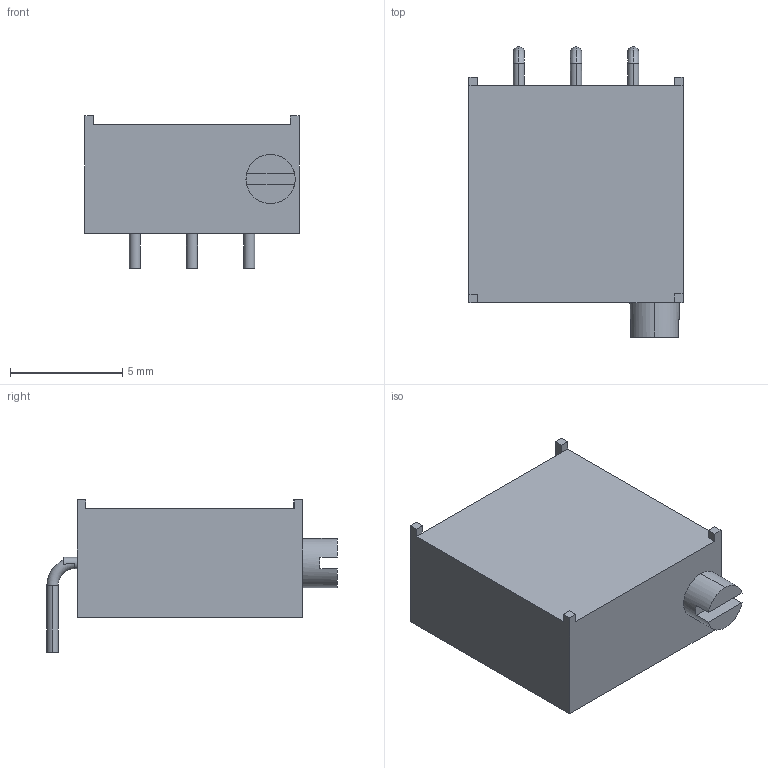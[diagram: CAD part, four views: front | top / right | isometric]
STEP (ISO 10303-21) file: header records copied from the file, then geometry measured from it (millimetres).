
FILE_DESCRIPTION (( 'STEP AP214' ), '1' );
FILE_NAME ('TRIMER_POT_90deg.STEP', '2020-11-06T04:32:56', ( '' ), ( '' ), 'SwSTEP 2.0', 'SolidWorks 2020', '' );
FILE_SCHEMA (( 'AUTOMOTIVE_DESIGN' ));
Length unit declared in the file: centimetre
Products named in the file (1): TRIMER_POT_90deg
Bounding box: 9.53 x 12.9 x 6.78 mm (x, y, z)
Volume: 453.1 mm3; surface area: 416.2 mm2
Topology: 1 solids, 1 shells, 51 faces, 136 edges, 91 vertices
Faces by surface type: plane 31, cylinder 14, torus 6
Entity records: 2074 total; most frequent: CARTESIAN_POINT 339, DIRECTION 278, ORIENTED_EDGE 272, EDGE_CURVE 136, AXIS2_PLACEMENT_3D 102, VERTEX_POINT 91, LINE 74, VECTOR 74
